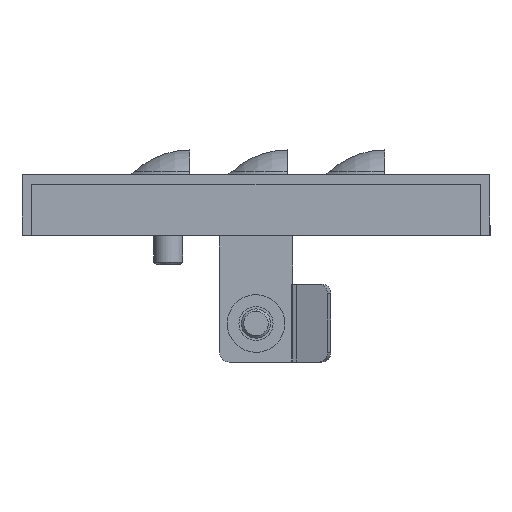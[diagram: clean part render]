
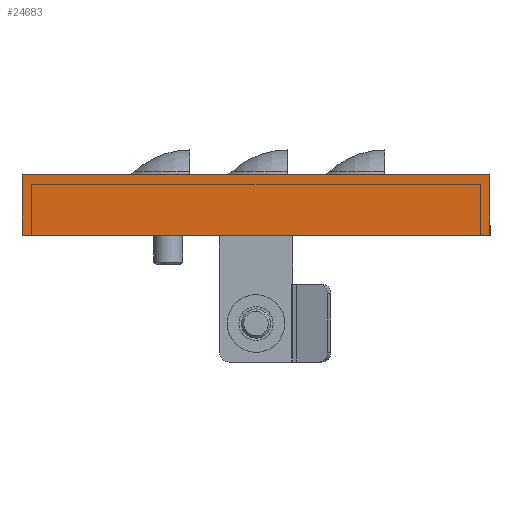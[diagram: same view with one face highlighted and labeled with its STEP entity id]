
A CAD part, left-side view. The second image highlights one B-rep face of the part: STEP entity #24683.
In plain terms, the highlighted planar face has unit normal (-1, 0, 0).
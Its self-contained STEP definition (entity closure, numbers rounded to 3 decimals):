
#57 = CARTESIAN_POINT ( 'NONE',  ( -995., -48., 0. ) ) ;
#914 = VERTEX_POINT ( 'NONE', #17177 ) ;
#1379 = EDGE_CURVE ( 'NONE', #22413, #10475, #9232, .T. ) ;
#1754 = LINE ( 'NONE', #17450, #5281 ) ;
#1843 = VERTEX_POINT ( 'NONE', #10358 ) ;
#2386 = ORIENTED_EDGE ( 'NONE', *, *, #1379, .T. ) ;
#2729 = CARTESIAN_POINT ( 'NONE',  ( -995., -96., 2.928 ) ) ;
#5223 = CARTESIAN_POINT ( 'NONE',  ( -995., -96., -12.5 ) ) ;
#5281 = VECTOR ( 'NONE', #13882, 1000. ) ;
#5344 = ORIENTED_EDGE ( 'NONE', *, *, #15795, .F. ) ;
#5870 = DIRECTION ( 'NONE',  ( 0., 1., 0. ) ) ;
#6338 = VECTOR ( 'NONE', #19374, 1000. ) ;
#7252 = CARTESIAN_POINT ( 'NONE',  ( -995., -48., -12.5 ) ) ;
#7316 = LINE ( 'NONE', #2729, #16063 ) ;
#8096 = PLANE ( 'NONE',  #24701 ) ;
#9129 = CARTESIAN_POINT ( 'NONE',  ( -995., 0., -12.5 ) ) ;
#9232 = LINE ( 'NONE', #7252, #6338 ) ;
#10358 = CARTESIAN_POINT ( 'NONE',  ( -995., 0., 0. ) ) ;
#10475 = VERTEX_POINT ( 'NONE', #5223 ) ;
#12164 = DIRECTION ( 'NONE',  ( 1., 0., 0. ) ) ;
#12562 = CARTESIAN_POINT ( 'NONE',  ( -995., -48., -2. ) ) ;
#13882 = DIRECTION ( 'NONE',  ( 0., 0., -1. ) ) ;
#13985 = VECTOR ( 'NONE', #5870, 1000. ) ;
#14852 = DIRECTION ( 'NONE',  ( 0., 0., -1. ) ) ;
#15202 = ORIENTED_EDGE ( 'NONE', *, *, #20597, .T. ) ;
#15795 = EDGE_CURVE ( 'NONE', #914, #10475, #7316, .T. ) ;
#16063 = VECTOR ( 'NONE', #14852, 1000. ) ;
#17177 = CARTESIAN_POINT ( 'NONE',  ( -995., -96., 0. ) ) ;
#17450 = CARTESIAN_POINT ( 'NONE',  ( -995., 0., 2.928 ) ) ;
#18198 = ORIENTED_EDGE ( 'NONE', *, *, #24583, .T. ) ;
#19374 = DIRECTION ( 'NONE',  ( 0., -1., 0. ) ) ;
#20355 = FACE_OUTER_BOUND ( 'NONE', #23743, .T. ) ;
#20597 = EDGE_CURVE ( 'NONE', #914, #1843, #23941, .T. ) ;
#22413 = VERTEX_POINT ( 'NONE', #9129 ) ;
#23743 = EDGE_LOOP ( 'NONE', ( #15202, #18198, #2386, #5344 ) ) ;
#23941 = LINE ( 'NONE', #57, #13985 ) ;
#24317 = DIRECTION ( 'NONE',  ( 0., 0., 1. ) ) ;
#24583 = EDGE_CURVE ( 'NONE', #1843, #22413, #1754, .T. ) ;
#24683 = ADVANCED_FACE ( 'NONE', ( #20355 ), #8096, .F. ) ;
#24701 = AXIS2_PLACEMENT_3D ( 'NONE', #12562, #12164, #24317 ) ;
